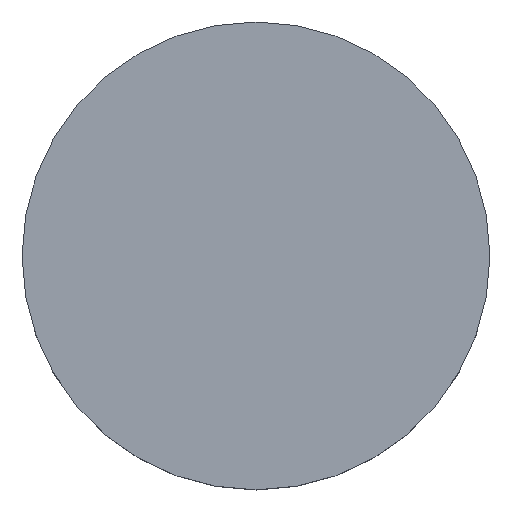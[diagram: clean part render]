
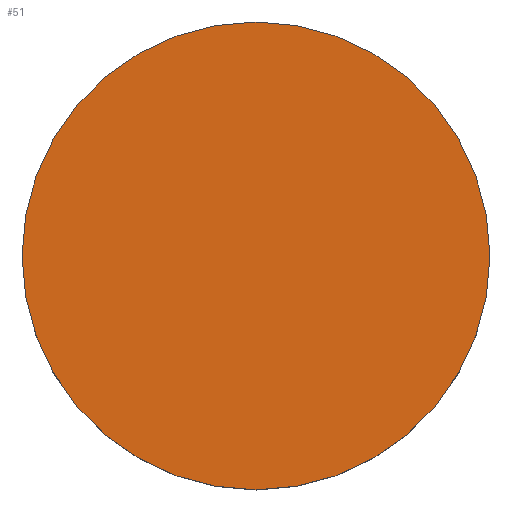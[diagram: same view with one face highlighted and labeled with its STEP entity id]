
A CAD part, top view. The second image highlights one B-rep face of the part: STEP entity #51.
In plain terms, the highlighted planar face has unit normal (0, 0, 1).
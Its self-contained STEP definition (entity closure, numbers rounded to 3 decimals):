
#41=PLANE('',#124);
#43=FACE_OUTER_BOUND('',#71,.T.);
#51=ADVANCED_FACE('',(#43),#41,.F.);
#71=EDGE_LOOP('',(#81));
#81=ORIENTED_EDGE('',*,*,#87,.T.);
#82=VERTEX_POINT('',#157);
#87=EDGE_CURVE('',#82,#82,#92,.T.);
#92=CIRCLE('',#114,12.5);
#114=AXIS2_PLACEMENT_3D('',#156,#131,#132);
#124=AXIS2_PLACEMENT_3D('',#171,#151,#152);
#131=DIRECTION('',(0.,0.,1.));
#132=DIRECTION('',(-1.,0.,0.));
#151=DIRECTION('',(0.,0.,-1.));
#152=DIRECTION('',(1.,0.,0.));
#156=CARTESIAN_POINT('',(0.,0.,1.4));
#157=CARTESIAN_POINT('',(-12.5,0.,1.4));
#171=CARTESIAN_POINT('',(0.,0.,1.4));
